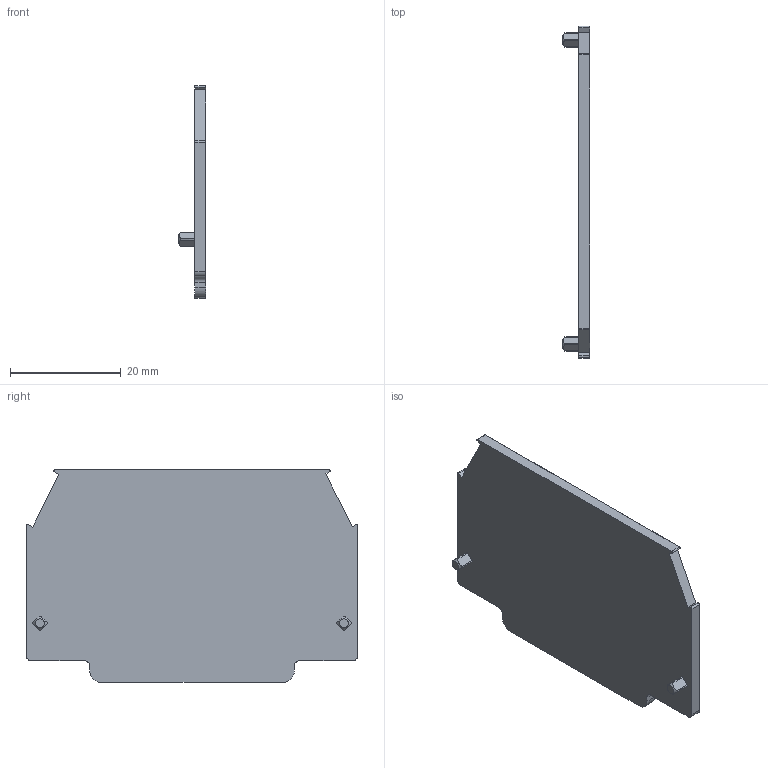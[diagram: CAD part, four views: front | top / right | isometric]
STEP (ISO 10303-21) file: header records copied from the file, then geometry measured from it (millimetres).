
FILE_DESCRIPTION(('CATIA V5 STEP Exchange','CAx-IF Rec.Pracs.--- Model Styling and Organization---1.4--- 2014-01-23'),'2;1');
FILE_NAME ('1473604-2_1', '2023-03-15T13:17:48+00:00', ('none'), ('Weidmueller'), 'CATIA Version 5-6 Release 2016 SP3 HF44', 'CATIA V5 STEP AP214', 'none');
FILE_SCHEMA(('AUTOMOTIVE_DESIGN { 1 0 10303 214 1 1 1 1 }'));
Length unit declared in the file: millimetre
Products named in the file (1): 2894220000
Bounding box: 5 x 60 x 38.41 mm (x, y, z)
Volume: 4301 mm3; surface area: 4700.1 mm2
Topology: 1 solids, 1 shells, 78 faces, 206 edges, 132 vertices
Faces by surface type: plane 47, cylinder 27, cone 4
Entity records: 2476 total; most frequent: CARTESIAN_POINT 617, ORIENTED_EDGE 412, DIRECTION 315, EDGE_CURVE 206, VECTOR 143, LINE 143, VERTEX_POINT 132, AXIS2_PLACEMENT_3D 104
